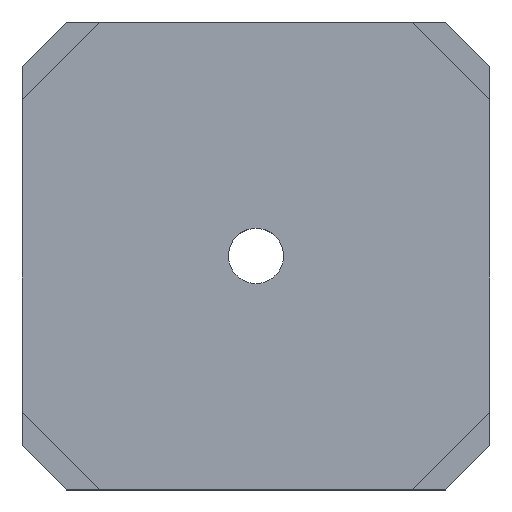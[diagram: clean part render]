
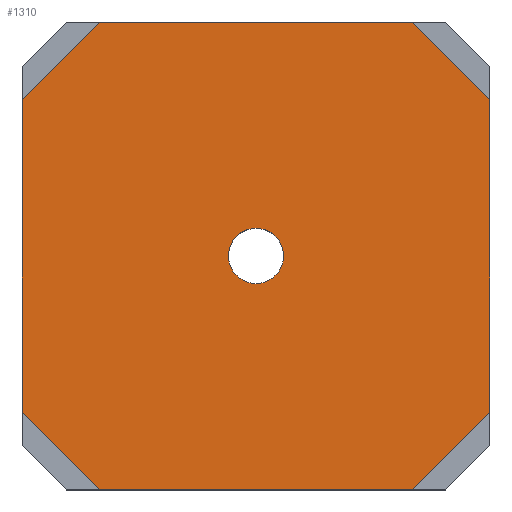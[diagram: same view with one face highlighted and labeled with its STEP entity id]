
A CAD part, top view. The second image highlights one B-rep face of the part: STEP entity #1310.
In plain terms, the highlighted planar face has unit normal (0, 0, 1).
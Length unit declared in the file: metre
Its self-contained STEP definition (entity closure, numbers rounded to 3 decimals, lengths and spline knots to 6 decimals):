
#77 = CARTESIAN_POINT ( 'NONE',  ( -0.01415, -0.02115, 0.01 ) ) ;
#104 = CARTESIAN_POINT ( 'NONE',  ( 0.02115, -0.01415, 0.01 ) ) ;
#116 = VERTEX_POINT ( 'NONE', #1387 ) ;
#149 = ORIENTED_EDGE ( 'NONE', *, *, #685, .T. ) ;
#157 = CARTESIAN_POINT ( 'NONE',  ( 0., 0., 0.01 ) ) ;
#163 = ORIENTED_EDGE ( 'NONE', *, *, #937, .T. ) ;
#171 = ORIENTED_EDGE ( 'NONE', *, *, #904, .T. ) ;
#184 = AXIS2_PLACEMENT_3D ( 'NONE', #351, #1265, #482 ) ;
#188 = AXIS2_PLACEMENT_3D ( 'NONE', #157, #306, #698 ) ;
#205 = VERTEX_POINT ( 'NONE', #333 ) ;
#217 = LINE ( 'NONE', #1181, #801 ) ;
#242 = CIRCLE ( 'NONE', #377, 0.0025 ) ;
#270 = ORIENTED_EDGE ( 'NONE', *, *, #1232, .T. ) ;
#287 = EDGE_CURVE ( 'NONE', #341, #1451, #872, .T. ) ;
#296 = VECTOR ( 'NONE', #1327, 1. ) ;
#306 = DIRECTION ( 'NONE',  ( 0., 0., -1. ) ) ;
#309 = DIRECTION ( 'NONE',  ( 0., 0., -1. ) ) ;
#311 = LINE ( 'NONE', #855, #723 ) ;
#328 = ORIENTED_EDGE ( 'NONE', *, *, #899, .T. ) ;
#333 = CARTESIAN_POINT ( 'NONE',  ( -0.0025, 0., 0.01 ) ) ;
#341 = VERTEX_POINT ( 'NONE', #625 ) ;
#343 = EDGE_LOOP ( 'NONE', ( #270, #163 ) ) ;
#351 = CARTESIAN_POINT ( 'NONE',  ( 0., 0., 0.01 ) ) ;
#377 = AXIS2_PLACEMENT_3D ( 'NONE', #1686, #309, #1420 ) ;
#404 = CIRCLE ( 'NONE', #184, 0.0025 ) ;
#426 = PLANE ( 'NONE',  #188 ) ;
#458 = CARTESIAN_POINT ( 'NONE',  ( 0.01415, 0.02115, 0.01 ) ) ;
#464 = CARTESIAN_POINT ( 'NONE',  ( 0.02115, 0.01415, 0.01 ) ) ;
#482 = DIRECTION ( 'NONE',  ( -1., 0., 0. ) ) ;
#486 = DIRECTION ( 'NONE',  ( -0.707, -0.707, 0. ) ) ;
#492 = VECTOR ( 'NONE', #1530, 1. ) ;
#511 = LINE ( 'NONE', #104, #1612 ) ;
#514 = CARTESIAN_POINT ( 'NONE',  ( -0.02115, -0.01415, 0.01 ) ) ;
#546 = VERTEX_POINT ( 'NONE', #1655 ) ;
#612 = VECTOR ( 'NONE', #618, 1. ) ;
#618 = DIRECTION ( 'NONE',  ( 0.707, -0.707, 0. ) ) ;
#625 = CARTESIAN_POINT ( 'NONE',  ( 0.02115, -0.01415, 0.01 ) ) ;
#632 = EDGE_CURVE ( 'NONE', #546, #1268, #217, .T. ) ;
#649 = ORIENTED_EDGE ( 'NONE', *, *, #632, .T. ) ;
#685 = EDGE_CURVE ( 'NONE', #1268, #1518, #1048, .T. ) ;
#698 = DIRECTION ( 'NONE',  ( 0., -1., 0. ) ) ;
#723 = VECTOR ( 'NONE', #1715, 1. ) ;
#748 = VECTOR ( 'NONE', #1564, 1. ) ;
#758 = DIRECTION ( 'NONE',  ( -1., 0., 0. ) ) ;
#801 = VECTOR ( 'NONE', #486, 1. ) ;
#855 = CARTESIAN_POINT ( 'NONE',  ( 0.02115, 0.01415, 0.01 ) ) ;
#872 = LINE ( 'NONE', #1015, #748 ) ;
#888 = VERTEX_POINT ( 'NONE', #979 ) ;
#899 = EDGE_CURVE ( 'NONE', #1339, #1360, #1506, .T. ) ;
#904 = EDGE_CURVE ( 'NONE', #1451, #888, #311, .T. ) ;
#907 = EDGE_CURVE ( 'NONE', #888, #546, #1151, .T. ) ;
#937 = EDGE_CURVE ( 'NONE', #116, #205, #404, .T. ) ;
#979 = CARTESIAN_POINT ( 'NONE',  ( 0.01415, 0.02115, 0.01 ) ) ;
#995 = CARTESIAN_POINT ( 'NONE',  ( -0.02115, 0.01415, 0.01 ) ) ;
#1015 = CARTESIAN_POINT ( 'NONE',  ( 0.02115, -0.01415, 0.01 ) ) ;
#1021 = EDGE_CURVE ( 'NONE', #1360, #341, #511, .T. ) ;
#1048 = LINE ( 'NONE', #514, #296 ) ;
#1100 = FACE_BOUND ( 'NONE', #343, .T. ) ;
#1145 = CARTESIAN_POINT ( 'NONE',  ( -0.02115, -0.01415, 0.01 ) ) ;
#1151 = LINE ( 'NONE', #458, #1726 ) ;
#1181 = CARTESIAN_POINT ( 'NONE',  ( -0.01415, 0.02115, 0.01 ) ) ;
#1232 = EDGE_CURVE ( 'NONE', #205, #116, #242, .T. ) ;
#1265 = DIRECTION ( 'NONE',  ( 0., 0., -1. ) ) ;
#1268 = VERTEX_POINT ( 'NONE', #995 ) ;
#1296 = LINE ( 'NONE', #77, #612 ) ;
#1310 = ADVANCED_FACE ( 'NONE', ( #1100, #1534 ), #426, .F. ) ;
#1327 = DIRECTION ( 'NONE',  ( 0., -1., 0. ) ) ;
#1333 = ORIENTED_EDGE ( 'NONE', *, *, #1577, .T. ) ;
#1339 = VERTEX_POINT ( 'NONE', #1542 ) ;
#1360 = VERTEX_POINT ( 'NONE', #1373 ) ;
#1373 = CARTESIAN_POINT ( 'NONE',  ( 0.01415, -0.02115, 0.01 ) ) ;
#1387 = CARTESIAN_POINT ( 'NONE',  ( 0.0025, 0., 0.01 ) ) ;
#1420 = DIRECTION ( 'NONE',  ( -1., 0., 0. ) ) ;
#1451 = VERTEX_POINT ( 'NONE', #464 ) ;
#1457 = ORIENTED_EDGE ( 'NONE', *, *, #287, .T. ) ;
#1496 = ORIENTED_EDGE ( 'NONE', *, *, #1021, .T. ) ;
#1506 = LINE ( 'NONE', #1539, #492 ) ;
#1518 = VERTEX_POINT ( 'NONE', #1145 ) ;
#1530 = DIRECTION ( 'NONE',  ( 1., 0., 0. ) ) ;
#1534 = FACE_OUTER_BOUND ( 'NONE', #1708, .T. ) ;
#1539 = CARTESIAN_POINT ( 'NONE',  ( 0.01415, -0.02115, 0.01 ) ) ;
#1542 = CARTESIAN_POINT ( 'NONE',  ( -0.01415, -0.02115, 0.01 ) ) ;
#1564 = DIRECTION ( 'NONE',  ( 0., 1., 0. ) ) ;
#1577 = EDGE_CURVE ( 'NONE', #1518, #1339, #1296, .T. ) ;
#1589 = DIRECTION ( 'NONE',  ( 0.707, 0.707, 0. ) ) ;
#1612 = VECTOR ( 'NONE', #1589, 1. ) ;
#1655 = CARTESIAN_POINT ( 'NONE',  ( -0.01415, 0.02115, 0.01 ) ) ;
#1686 = CARTESIAN_POINT ( 'NONE',  ( 0., 0., 0.01 ) ) ;
#1708 = EDGE_LOOP ( 'NONE', ( #1716, #649, #149, #1333, #328, #1496, #1457, #171 ) ) ;
#1715 = DIRECTION ( 'NONE',  ( -0.707, 0.707, 0. ) ) ;
#1716 = ORIENTED_EDGE ( 'NONE', *, *, #907, .T. ) ;
#1726 = VECTOR ( 'NONE', #758, 1. ) ;
